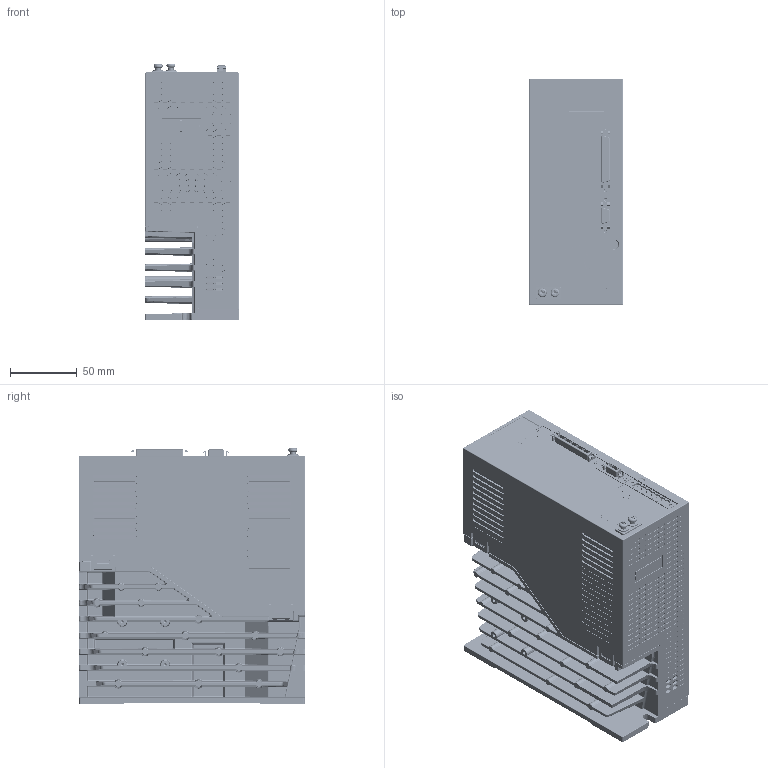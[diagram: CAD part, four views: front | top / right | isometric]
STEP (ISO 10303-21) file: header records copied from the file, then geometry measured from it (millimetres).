
FILE_DESCRIPTION (( 'STEP AP214' ), '1' );
FILE_NAME ('L7C 200V (750W,1kW) R1 wo Heatsink 1 wowash 1 ext3A redonly1c2 COMPLETE 3B NEW.STEP', '2021-08-18T17:18:20', ( '' ), ( '' ), 'SwSTEP 2.0', 'SolidWorks 2017', '' );
FILE_SCHEMA (( 'AUTOMOTIVE_DESIGN' ));
Length unit declared in the file: inch
Products named in the file (1): L7C 200V (750W,1kW) R1 wo Heatsink 1 wowash 1 ext3A redonly1c2 COMPLETE 3B NEW
Bounding box: 70 x 169 x 191.47 mm (x, y, z)
Volume: 1562365.6 mm3; surface area: 301641.4 mm2
Topology: 6 solids, 7 shells, 6167 faces, 15679 edges, 9934 vertices
Faces by surface type: plane 2756, cylinder 1161, cone 1025, bspline 930, sphere 150, torus 145
Entity records: 221688 total; most frequent: CARTESIAN_POINT 79585, ORIENTED_EDGE 31104, DIRECTION 26915, EDGE_CURVE 15552, VERTEX_POINT 9929, AXIS2_PLACEMENT_3D 9034, VECTOR 8847, LINE 8847
